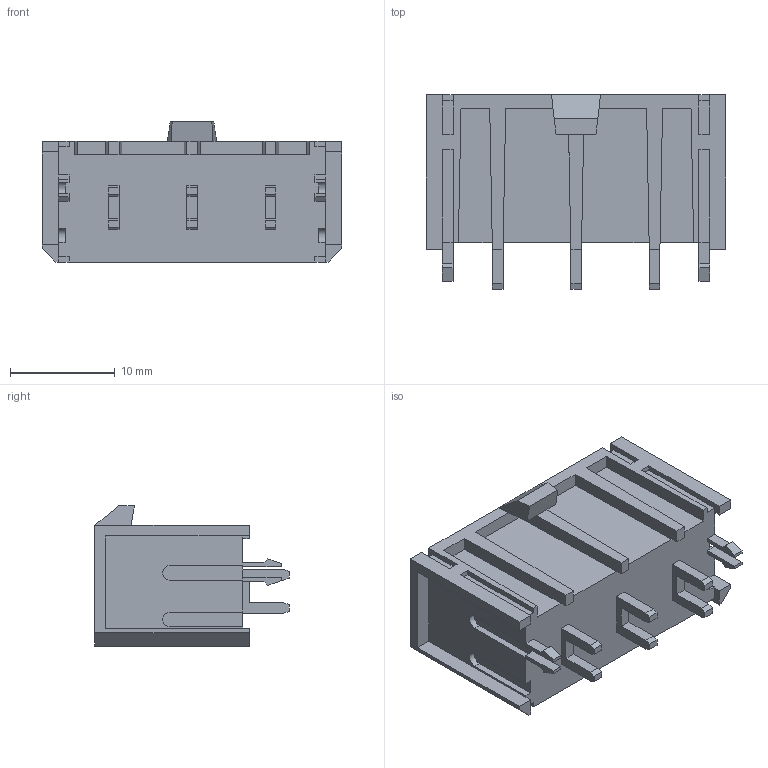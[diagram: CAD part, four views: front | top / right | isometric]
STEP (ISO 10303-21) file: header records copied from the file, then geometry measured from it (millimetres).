
FILE_DESCRIPTION((''),'2;1');
FILE_NAME('431602103','2015-07-31T',('me'),(''),'PRO/ENGINEER BY PARAMETRIC TECHNOLOGY CORPORATION, 2011490','PRO/ENGINEER BY PARAMETRIC TECHNOLOGY CORPORATION, 2011490','');
FILE_SCHEMA(('CONFIG_CONTROL_DESIGN'));
Length unit declared in the file: inch
Products named in the file (1): 431602103
Bounding box: 28.57 x 18.57 x 13.39 mm (x, y, z)
Volume: 2620.4 mm3; surface area: 3220.4 mm2
Topology: 1 solids, 1 shells, 234 faces, 647 edges, 426 vertices
Faces by surface type: plane 230, cylinder 4
Entity records: 7316 total; most frequent: CARTESIAN_POINT 1292, ORIENTED_EDGE 1262, DIRECTION 1141, EDGE_CURVE 631, VECTOR 623, LINE 623, VERTEX_POINT 410, AXIS2_PLACEMENT_3D 259
